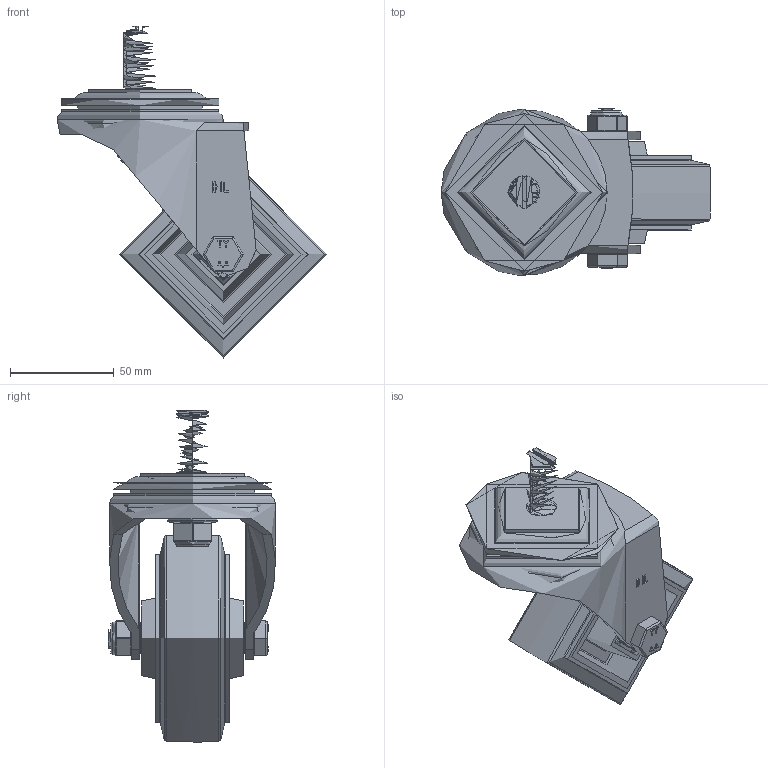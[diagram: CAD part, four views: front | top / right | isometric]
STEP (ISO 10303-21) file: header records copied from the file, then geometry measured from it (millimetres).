
FILE_DESCRIPTION(/* description */ (''),/* implementation_level */ '2;1');
FILE_NAME(/* name */ 'BZH100SRNBST.step',/* time_stamp */ '2024-06-11T15:01:23+01:00',/* author */ (''),/* organization */ (''),/* preprocessor_version */ 'ST-DEVELOPER v20',/* originating_system */ 'Autodesk Translation Framework v13.14.0.145',/* authorisation */ '');
FILE_SCHEMA (('AUTOMOTIVE_DESIGN { 1 0 10303 214 3 1 1 }'));
Length unit declared in the file: millimetre
Products named in the file (30): BZH100SRNBST; BZH100ASBH12 v1; ZINC PLATED, PRESSED STEEL TOP PLATE; BEARING SEAL; ZINC PLATED, PRESSED STEEL FORKS; BZH100WSRNRB15 v1; 65 SHORE A ELASTIC RUBBER TYRE; NYLON RIM; ROLLER BEARING; CAGE; RIBS; Component4; TUBEM15X50 v1; ZINC PLATED AXLE TUBE; NYLOCM10Z v1; NYLOC NUT; RUBBER; NUT; HEXBOLTM10X70Z8.8 v2; GRADE 8.8 THREADED ZINC PLATED BOLT; WM12X24X2Z v1; ZINC PLATED WASHER; WM12X50X1.5Z v1; ZINC PLATED WASHER (1); BZPSTM16X30 v2; ZINC PLATED STEM; NYLOCM12Z v1; NYLOC NUT (1); NUT (1); RUBBER (1)
Assembly tree (36 placements, depth 5):
  BZH100SRNBST
    BZH100ASBH12 v1
      ZINC PLATED, PRESSED STEEL TOP PLATE
      BEARING SEAL
      ZINC PLATED, PRESSED STEEL FORKS
    BZH100WSRNRB15 v1
      65 SHORE A ELASTIC RUBBER TYRE
      NYLON RIM
      ROLLER BEARING
        CAGE
        RIBS
          Component4  x8
    TUBEM15X50 v1
      ZINC PLATED AXLE TUBE
    NYLOCM10Z v1
      NYLOC NUT
        RUBBER
        NUT
    HEXBOLTM10X70Z8.8 v2
      GRADE 8.8 THREADED ZINC PLATED BOLT
    WM12X24X2Z v1
      ZINC PLATED WASHER
    WM12X50X1.5Z v1
      ZINC PLATED WASHER (1)
    BZPSTM16X30 v2
      ZINC PLATED STEM
    NYLOCM12Z v1
      NYLOC NUT (1)
        NUT (1)
        RUBBER (1)
Bounding box: 130 x 80.5 x 159.95 mm (x, y, z)
Volume: 317527.2 mm3; surface area: 133232.1 mm2
Topology: 23 solids, 23 shells, 571 faces, 1375 edges, 864 vertices
Faces by surface type: cylinder 227, plane 219, bspline 61, torus 31, sphere 24, cone 9
Full cylindrical faces by diameter (mm): 4 x8, 8.141 x18, 9.836 x13, 9.85 x19, 10 x3, 10.25 x2, 10.5 x1, 11.834 x14, 12 x5, 12.1 x1, 13 x1, 13.5 x1, 13.534 x13, 14 x2, 15 x2, 15.822 x13, 16 x2, 18.5 x1, 22.75 x1, 23 x1, 24 x1, 25 x1, 26 x1, 30 x1, 30.124 x1, 32 x1, 39 x1, 50 x1, 50.5 x1, 58 x1
Entity records: 30412 total; most frequent: CARTESIAN_POINT 17086, ORIENTED_EDGE 2708, DIRECTION 2488, EDGE_CURVE 1354, AXIS2_PLACEMENT_3D 933, VERTEX_POINT 850, LINE 622, VECTOR 622
